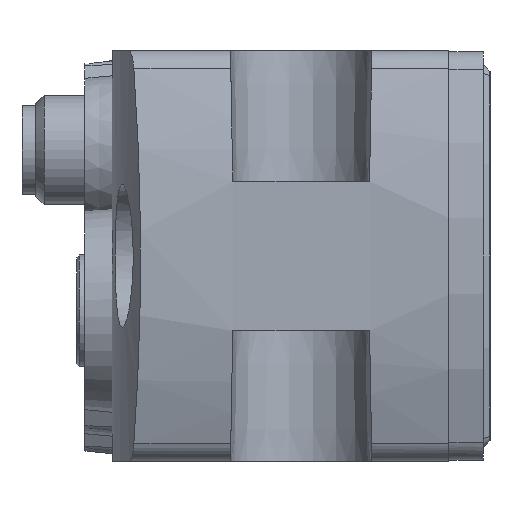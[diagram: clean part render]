
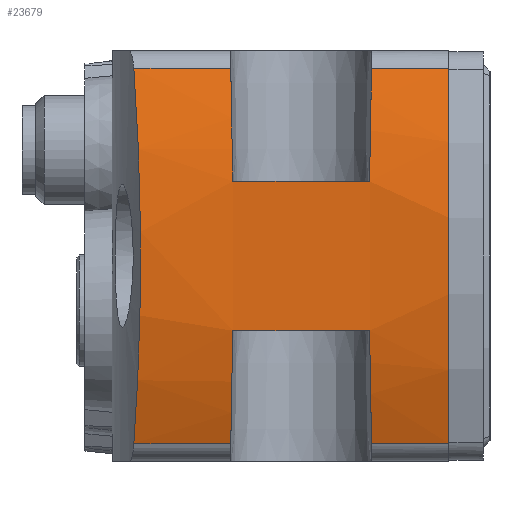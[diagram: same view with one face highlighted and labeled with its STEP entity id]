
A CAD part, left-side view. The second image highlights one B-rep face of the part: STEP entity #23679.
In plain terms, the highlighted cylindrical face has radius 39.024 mm (diameter 78.047 mm), a partial arc.
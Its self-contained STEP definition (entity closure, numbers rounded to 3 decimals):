
#113=B_SPLINE_CURVE_WITH_KNOTS('',3,(#32112,#32113,#32114,#32115,#32116,
#32117,#32118,#32119),.UNSPECIFIED.,.F.,.F.,(4,1,1,1,1,4),(0.,
0.007,0.01,0.014,0.021,
0.028),.UNSPECIFIED.);
#190=CYLINDRICAL_SURFACE('',#24846,39.024);
#551=CIRCLE('',#24849,39.024);
#1468=LINE('',#32621,#3134);
#1473=LINE('',#32637,#3139);
#1474=LINE('',#32643,#3140);
#1475=LINE('',#32655,#3141);
#1476=LINE('',#32659,#3142);
#1477=LINE('',#32664,#3143);
#3134=VECTOR('',#27143,1000.);
#3139=VECTOR('',#27154,1000.);
#3140=VECTOR('',#27163,1000.);
#3141=VECTOR('',#27182,1000.);
#3142=VECTOR('',#27185,1000.);
#3143=VECTOR('',#27190,1000.);
#5104=ORIENTED_EDGE('',*,*,#9869,.T.);
#5105=ORIENTED_EDGE('',*,*,#9874,.T.);
#5106=ORIENTED_EDGE('',*,*,#9866,.T.);
#5107=ORIENTED_EDGE('',*,*,#9875,.T.);
#5108=ORIENTED_EDGE('',*,*,#9876,.T.);
#5109=ORIENTED_EDGE('',*,*,#9877,.T.);
#5110=ORIENTED_EDGE('',*,*,#9878,.F.);
#5111=ORIENTED_EDGE('',*,*,#9879,.F.);
#5112=ORIENTED_EDGE('',*,*,#9859,.F.);
#5113=ORIENTED_EDGE('',*,*,#9880,.F.);
#5114=ORIENTED_EDGE('',*,*,#9881,.F.);
#5115=ORIENTED_EDGE('',*,*,#9633,.T.);
#9633=EDGE_CURVE('',#12063,#12062,#113,.T.);
#9859=EDGE_CURVE('',#12225,#12226,#1468,.T.);
#9866=EDGE_CURVE('',#12230,#12232,#1473,.T.);
#9869=EDGE_CURVE('',#12062,#12233,#1474,.T.);
#9874=EDGE_CURVE('',#12233,#12230,#13497,.F.);
#9875=EDGE_CURVE('',#12232,#12235,#13498,.F.);
#9876=EDGE_CURVE('',#12235,#12236,#1475,.T.);
#9877=EDGE_CURVE('',#12236,#12237,#551,.T.);
#9878=EDGE_CURVE('',#12238,#12237,#1476,.T.);
#9879=EDGE_CURVE('',#12226,#12238,#13499,.T.);
#9880=EDGE_CURVE('',#12239,#12225,#13500,.T.);
#9881=EDGE_CURVE('',#12063,#12239,#1477,.T.);
#12062=VERTEX_POINT('',#32111);
#12063=VERTEX_POINT('',#32120);
#12225=VERTEX_POINT('',#32622);
#12226=VERTEX_POINT('',#32623);
#12230=VERTEX_POINT('',#32632);
#12232=VERTEX_POINT('',#32636);
#12233=VERTEX_POINT('',#32642);
#12235=VERTEX_POINT('',#32654);
#12236=VERTEX_POINT('',#32656);
#12237=VERTEX_POINT('',#32658);
#12238=VERTEX_POINT('',#32660);
#12239=VERTEX_POINT('',#32663);
#13497=ELLIPSE('',#24847,39.03,39.024);
#13498=ELLIPSE('',#24848,39.03,39.024);
#13499=ELLIPSE('',#24850,39.03,39.024);
#13500=ELLIPSE('',#24851,39.03,39.024);
#13613=EDGE_LOOP('',(#5104,#5105,#5106,#5107,#5108,#5109,#5110,#5111,#5112,
#5113,#5114,#5115));
#14855=FACE_BOUND('',#13613,.T.);
#23679=ADVANCED_FACE('',(#14855),#190,.T.);
#24846=AXIS2_PLACEMENT_3D('',#32651,#27176,#27177);
#24847=AXIS2_PLACEMENT_3D('',#32652,#27178,#27179);
#24848=AXIS2_PLACEMENT_3D('',#32653,#27180,#27181);
#24849=AXIS2_PLACEMENT_3D('',#32657,#27183,#27184);
#24850=AXIS2_PLACEMENT_3D('',#32661,#27186,#27187);
#24851=AXIS2_PLACEMENT_3D('',#32662,#27188,#27189);
#27143=DIRECTION('',(0.,-1.,0.));
#27154=DIRECTION('',(0.,-1.,0.));
#27163=DIRECTION('',(0.,-1.,0.));
#27176=DIRECTION('',(0.,-1.,0.));
#27177=DIRECTION('',(0.,0.,-1.));
#27178=DIRECTION('',(0.,-1.,-0.017));
#27179=DIRECTION('',(0.,-0.017,1.));
#27180=DIRECTION('',(0.,1.,-0.017));
#27181=DIRECTION('',(0.,-0.017,-1.));
#27182=DIRECTION('',(0.,-1.,0.));
#27183=DIRECTION('',(0.,1.,0.));
#27184=DIRECTION('',(1.,0.,0.));
#27185=DIRECTION('',(0.,-1.,0.));
#27186=DIRECTION('',(0.,1.,0.017));
#27187=DIRECTION('',(0.,-0.017,1.));
#27188=DIRECTION('',(0.,-1.,0.017));
#27189=DIRECTION('',(0.,-0.017,-1.));
#27190=DIRECTION('',(0.,-1.,0.));
#32111=CARTESIAN_POINT('',(-82.465,26.027,-13.702));
#32112=CARTESIAN_POINT('',(-82.465,26.027,13.702));
#32113=CARTESIAN_POINT('',(-83.291,25.873,11.501));
#32114=CARTESIAN_POINT('',(-84.215,25.685,8.134));
#32115=CARTESIAN_POINT('',(-84.843,25.552,3.531));
#32116=CARTESIAN_POINT('',(-85.056,25.506,-1.184));
#32117=CARTESIAN_POINT('',(-84.533,25.62,-6.97));
#32118=CARTESIAN_POINT('',(-83.291,25.873,-11.501));
#32119=CARTESIAN_POINT('',(-82.465,26.027,-13.702));
#32120=CARTESIAN_POINT('',(-82.465,26.027,13.702));
#32621=CARTESIAN_POINT('',(-84.566,27.6,5.459));
#32622=CARTESIAN_POINT('',(-84.566,18.8,5.459));
#32623=CARTESIAN_POINT('',(-84.566,8.8,5.459));
#32632=CARTESIAN_POINT('',(-84.566,18.8,-5.459));
#32636=CARTESIAN_POINT('',(-84.566,8.8,-5.459));
#32637=CARTESIAN_POINT('',(-84.566,27.6,-5.459));
#32642=CARTESIAN_POINT('',(-82.465,18.944,-13.702));
#32643=CARTESIAN_POINT('',(-82.465,27.6,-13.702));
#32651=CARTESIAN_POINT('',(-45.926,27.6,0.));
#32652=CARTESIAN_POINT('',(-45.926,18.705,0.));
#32653=CARTESIAN_POINT('',(-45.926,8.895,0.));
#32654=CARTESIAN_POINT('',(-82.465,8.656,-13.702));
#32655=CARTESIAN_POINT('',(-82.465,27.6,-13.702));
#32656=CARTESIAN_POINT('',(-82.465,3.,-13.702));
#32657=CARTESIAN_POINT('',(-45.926,3.,0.));
#32658=CARTESIAN_POINT('',(-82.465,3.,13.702));
#32659=CARTESIAN_POINT('',(-82.465,27.6,13.702));
#32660=CARTESIAN_POINT('',(-82.465,8.656,13.702));
#32661=CARTESIAN_POINT('',(-45.926,8.895,0.));
#32662=CARTESIAN_POINT('',(-45.926,18.705,0.));
#32663=CARTESIAN_POINT('',(-82.465,18.944,13.702));
#32664=CARTESIAN_POINT('',(-82.465,27.6,13.702));
